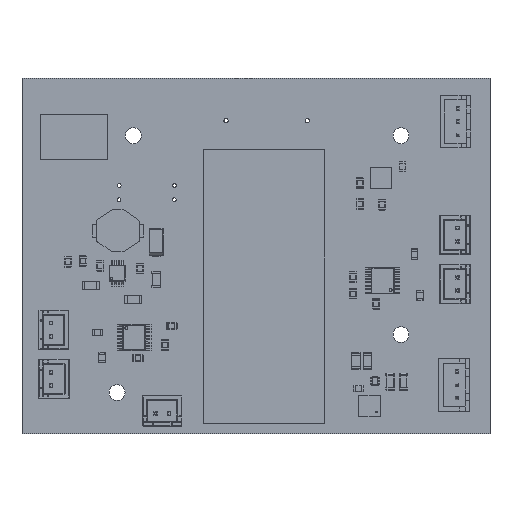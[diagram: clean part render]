
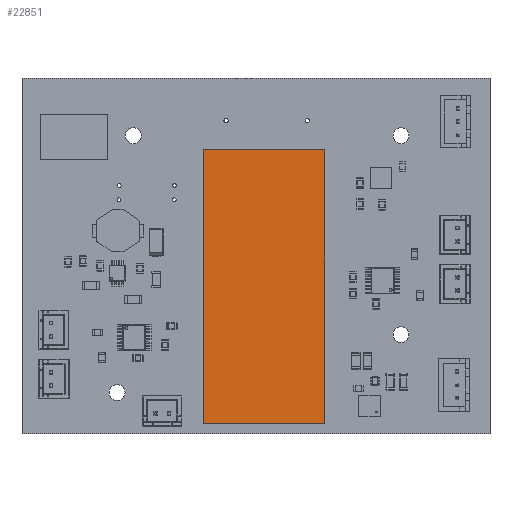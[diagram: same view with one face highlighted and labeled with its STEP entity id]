
A CAD part, top view. The second image highlights one B-rep face of the part: STEP entity #22851.
In plain terms, the highlighted planar face has unit normal (0, 0, 1).
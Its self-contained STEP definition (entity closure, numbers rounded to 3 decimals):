
#22722 = VERTEX_POINT('',#22723);
#22723 = CARTESIAN_POINT('',(-6.75,21.56,8.));
#22729 = EDGE_CURVE('',#22722,#22730,#22732,.T.);
#22730 = VERTEX_POINT('',#22731);
#22731 = CARTESIAN_POINT('',(44.85,21.56,8.));
#22732 = LINE('',#22733,#22734);
#22733 = CARTESIAN_POINT('',(-6.75,21.56,8.));
#22734 = VECTOR('',#22735,1.);
#22735 = DIRECTION('',(1.,0.,0.));
#22760 = EDGE_CURVE('',#22730,#22761,#22763,.T.);
#22761 = VERTEX_POINT('',#22762);
#22762 = CARTESIAN_POINT('',(44.85,-1.24,8.));
#22763 = LINE('',#22764,#22765);
#22764 = CARTESIAN_POINT('',(44.85,21.56,8.));
#22765 = VECTOR('',#22766,1.);
#22766 = DIRECTION('',(0.,-1.,0.));
#22791 = EDGE_CURVE('',#22761,#22792,#22794,.T.);
#22792 = VERTEX_POINT('',#22793);
#22793 = CARTESIAN_POINT('',(-6.75,-1.24,8.));
#22794 = LINE('',#22795,#22796);
#22795 = CARTESIAN_POINT('',(44.85,-1.24,8.));
#22796 = VECTOR('',#22797,1.);
#22797 = DIRECTION('',(-1.,0.,0.));
#22822 = EDGE_CURVE('',#22792,#22722,#22823,.T.);
#22823 = LINE('',#22824,#22825);
#22824 = CARTESIAN_POINT('',(-6.75,-1.24,8.));
#22825 = VECTOR('',#22826,1.);
#22826 = DIRECTION('',(0.,1.,0.));
#22851 = ADVANCED_FACE('',(#22852),#22858,.F.);
#22852 = FACE_BOUND('',#22853,.F.);
#22853 = EDGE_LOOP('',(#22854,#22855,#22856,#22857));
#22854 = ORIENTED_EDGE('',*,*,#22729,.T.);
#22855 = ORIENTED_EDGE('',*,*,#22760,.T.);
#22856 = ORIENTED_EDGE('',*,*,#22791,.T.);
#22857 = ORIENTED_EDGE('',*,*,#22822,.T.);
#22858 = PLANE('',#22859);
#22859 = AXIS2_PLACEMENT_3D('',#22860,#22861,#22862);
#22860 = CARTESIAN_POINT('',(19.05,10.16,8.));
#22861 = DIRECTION('',(0.,0.,-1.));
#22862 = DIRECTION('',(0.,-1.,0.));
